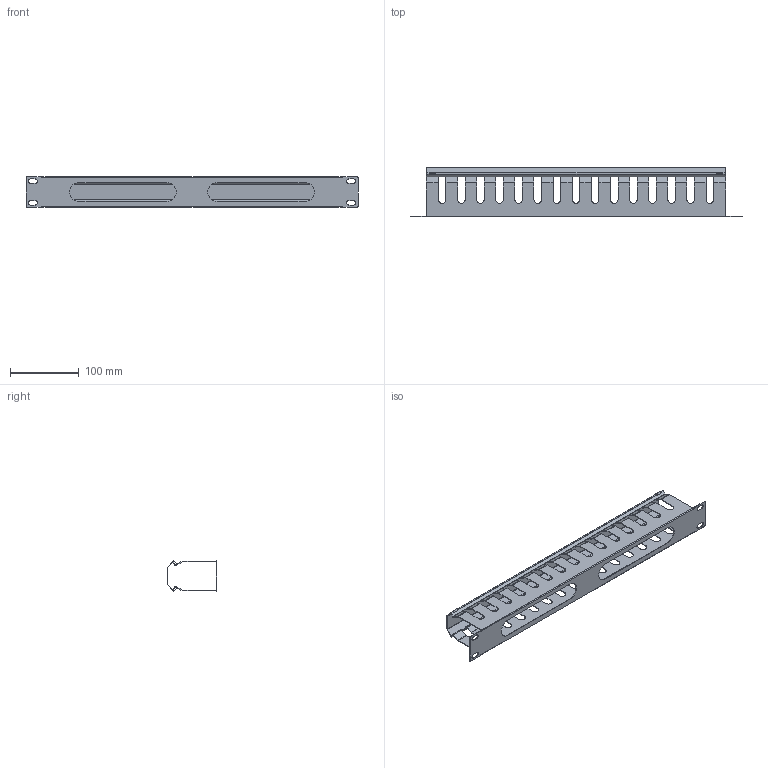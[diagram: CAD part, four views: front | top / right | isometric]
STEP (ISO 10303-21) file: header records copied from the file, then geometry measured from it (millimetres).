
FILE_DESCRIPTION (( 'STEP AP214' ), '1' );
FILE_NAME ('LC1UMHCM_3D.step', '2025-01-02T18:52:31', ( '' ), ( '' ), 'SwSTEP 2.0', 'SolidWorks 2022', '' );
FILE_SCHEMA (( 'AUTOMOTIVE_DESIGN' ));
Length unit declared in the file: inch
Products named in the file (4): 623021_BASE^SWMCABLEDUCT1U_LC1UMHCM; 623021_COVER^SWMCABLEDUCT1U_LC1UMHCM; LC1UMHCM_3D; SWMCABLEDUCT1U^LC1UMHCM
Assembly tree (3 placements, depth 3):
  LC1UMHCM_3D
    SWMCABLEDUCT1U^LC1UMHCM
      623021_BASE^SWMCABLEDUCT1U_LC1UMHCM
      623021_COVER^SWMCABLEDUCT1U_LC1UMHCM
Bounding box: 483 x 72 x 44.64 mm (x, y, z)
Volume: 75963.9 mm3; surface area: 168250 mm2
Topology: 2 solids, 2 shells, 866 faces, 2018 edges, 1148 vertices
Faces by surface type: plane 666, cylinder 200
Entity records: 23938 total; most frequent: DIRECTION 4164, CARTESIAN_POINT 4039, ORIENTED_EDGE 4036, EDGE_CURVE 2018, LINE 1618, VECTOR 1618, AXIS2_PLACEMENT_3D 1273, VERTEX_POINT 1148
